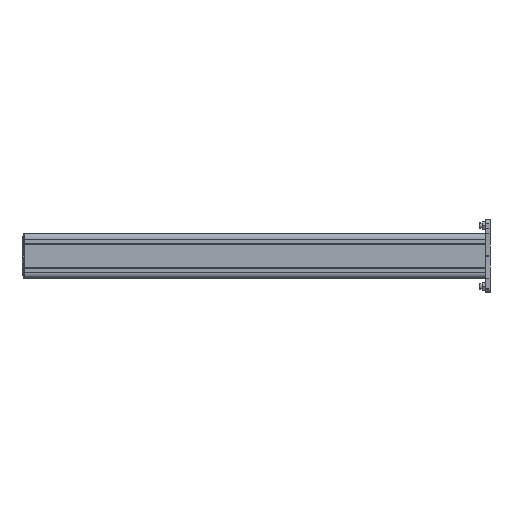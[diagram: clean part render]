
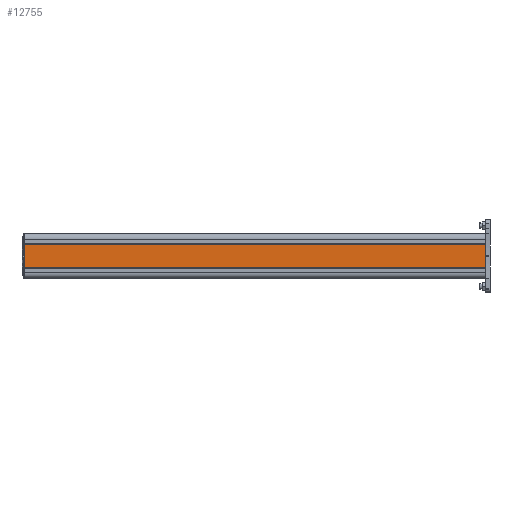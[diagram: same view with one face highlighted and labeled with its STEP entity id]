
A CAD part, left-side view. The second image highlights one B-rep face of the part: STEP entity #12755.
In plain terms, the highlighted planar face has unit normal (-1, 0, 0).
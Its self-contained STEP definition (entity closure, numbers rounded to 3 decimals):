
#395=PLANE('',#13765);
#713=LINE('',#19440,#1533);
#951=LINE('',#22559,#1771);
#952=LINE('',#22562,#1772);
#953=LINE('',#22563,#1773);
#1533=VECTOR('',#14842,10.);
#1771=VECTOR('',#15826,10.);
#1772=VECTOR('',#15829,10.);
#1773=VECTOR('',#15830,10.);
#2884=FACE_OUTER_BOUND('',#3653,.T.);
#3653=EDGE_LOOP('',(#9428,#9429,#9430,#9431));
#5254=VERTEX_POINT('',#19393);
#5277=VERTEX_POINT('',#19438);
#5542=VERTEX_POINT('',#22555);
#5544=VERTEX_POINT('',#22561);
#6512=EDGE_CURVE('',#5277,#5254,#713,.T.);
#6989=EDGE_CURVE('',#5254,#5542,#951,.T.);
#6990=EDGE_CURVE('',#5544,#5542,#952,.T.);
#6991=EDGE_CURVE('',#5277,#5544,#953,.T.);
#9428=ORIENTED_EDGE('',*,*,#6990,.T.);
#9429=ORIENTED_EDGE('',*,*,#6989,.F.);
#9430=ORIENTED_EDGE('',*,*,#6512,.F.);
#9431=ORIENTED_EDGE('',*,*,#6991,.T.);
#12755=ADVANCED_FACE('',(#2884),#395,.F.);
#13765=AXIS2_PLACEMENT_3D('',#22560,#15827,#15828);
#14842=DIRECTION('',(0.,0.,1.));
#15826=DIRECTION('',(0.,-1.,0.));
#15827=DIRECTION('center_axis',(1.,0.,0.));
#15828=DIRECTION('ref_axis',(0.,0.,1.));
#15829=DIRECTION('',(0.,0.,1.));
#15830=DIRECTION('',(0.,-1.,0.));
#19393=CARTESIAN_POINT('',(-55.,1150.,29.));
#19438=CARTESIAN_POINT('',(-55.,1150.,-29.));
#19440=CARTESIAN_POINT('',(-55.,1150.,-14.5));
#22555=CARTESIAN_POINT('',(-55.,10.,29.));
#22559=CARTESIAN_POINT('',(-55.,1150.,29.));
#22560=CARTESIAN_POINT('Origin',(-55.,1150.,-29.));
#22561=CARTESIAN_POINT('',(-55.,10.,-29.));
#22562=CARTESIAN_POINT('',(-55.,10.,-14.5));
#22563=CARTESIAN_POINT('',(-55.,1150.,-29.));
